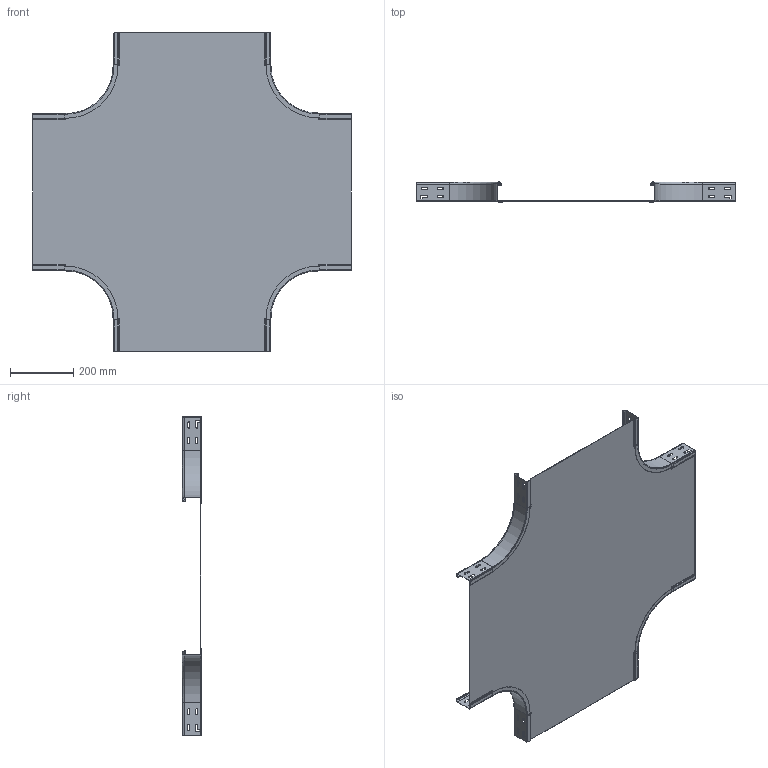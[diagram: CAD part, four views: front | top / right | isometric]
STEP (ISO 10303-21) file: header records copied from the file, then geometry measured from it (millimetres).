
FILE_DESCRIPTION((''),'2;1');
FILE_NAME('7004419_ASM','2013-02-05T',('AndreasKeweloh'),(''),'PRO/ENGINEER BY PARAMETRIC TECHNOLOGY CORPORATION, 2012360','PRO/ENGINEER BY PARAMETRIC TECHNOLOGY CORPORATION, 2012360','');
FILE_SCHEMA(('CONFIG_CONTROL_DESIGN'));
Length unit declared in the file: millimetre
Products named in the file (3): 7004419_BODEN; 7004419_HOLM_BOGEN; 7004419_ASM
Assembly tree (5 placements, depth 2):
  7004419_ASM
    7004419_BODEN
    7004419_HOLM_BOGEN  x4
Bounding box: 1010 x 62 x 1010 mm (x, y, z)
Volume: 1351585.4 mm3; surface area: 1867006.3 mm2
Topology: 5 solids, 5 shells, 458 faces, 1280 edges, 832 vertices
Faces by surface type: plane 230, cylinder 204, torus 16, bspline 8
Entity records: 6879 total; most frequent: CARTESIAN_POINT 1378, ORIENTED_EDGE 1138, DIRECTION 1135, EDGE_CURVE 569, VECTOR 397, LINE 397, AXIS2_PLACEMENT_3D 369, VERTEX_POINT 364
